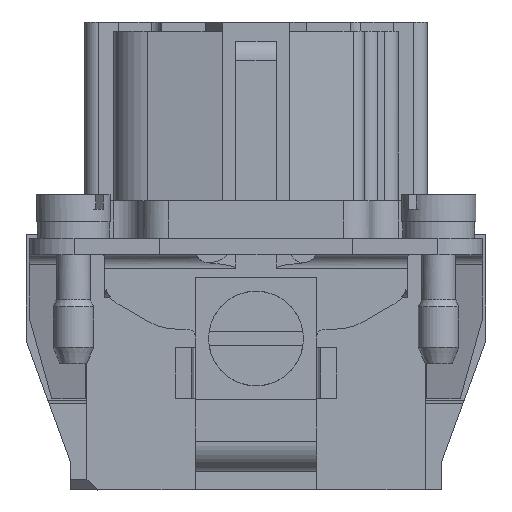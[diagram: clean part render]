
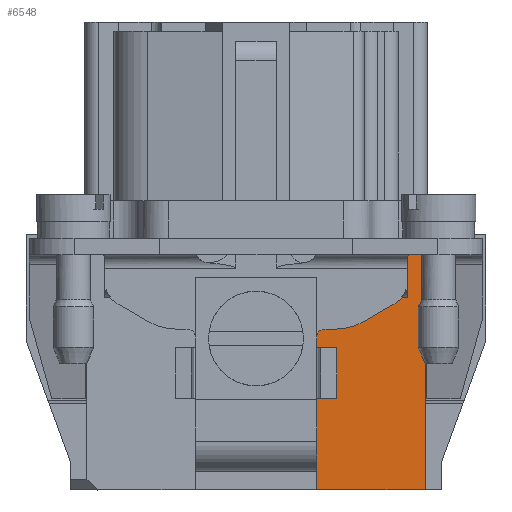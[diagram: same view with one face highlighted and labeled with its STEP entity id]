
A CAD part, left-side view. The second image highlights one B-rep face of the part: STEP entity #6548.
In plain terms, the highlighted planar face has unit normal (-1, 0, 0).
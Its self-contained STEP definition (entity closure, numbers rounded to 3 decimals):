
#5352=FACE_OUTER_BOUND('',#9118,.T.);
#6548=ADVANCED_FACE('',(#5352),#7371,.T.);
#7371=PLANE('',#28267);
#9118=EDGE_LOOP('',(#14947,#14948,#14949,#14950,#14951,#14952,#14953,#14954,
#14955,#14956,#14957,#14958,#14959,#14960));
#14947=ORIENTED_EDGE('',*,*,#17644,.T.);
#14948=ORIENTED_EDGE('',*,*,#17680,.T.);
#14949=ORIENTED_EDGE('',*,*,#17683,.T.);
#14950=ORIENTED_EDGE('',*,*,#17686,.T.);
#14951=ORIENTED_EDGE('',*,*,#17689,.T.);
#14952=ORIENTED_EDGE('',*,*,#17691,.T.);
#14953=ORIENTED_EDGE('',*,*,#17342,.T.);
#14954=ORIENTED_EDGE('',*,*,#17699,.T.);
#14955=ORIENTED_EDGE('',*,*,#17338,.T.);
#14956=ORIENTED_EDGE('',*,*,#19606,.T.);
#14957=ORIENTED_EDGE('',*,*,#17227,.F.);
#14958=ORIENTED_EDGE('',*,*,#19593,.T.);
#14959=ORIENTED_EDGE('',*,*,#17307,.T.);
#14960=ORIENTED_EDGE('',*,*,#17297,.T.);
#15219=VERTEX_POINT('',#34240);
#15221=VERTEX_POINT('',#34243);
#15286=VERTEX_POINT('',#34395);
#15287=VERTEX_POINT('',#34397);
#15295=VERTEX_POINT('',#34417);
#15321=VERTEX_POINT('',#34481);
#15322=VERTEX_POINT('',#34483);
#15325=VERTEX_POINT('',#34492);
#15326=VERTEX_POINT('',#34494);
#15559=VERTEX_POINT('',#36142);
#15583=VERTEX_POINT('',#36218);
#15585=VERTEX_POINT('',#36224);
#15587=VERTEX_POINT('',#36230);
#15589=VERTEX_POINT('',#36236);
#17227=EDGE_CURVE('',#15219,#15221,#21422,.T.);
#17297=EDGE_CURVE('',#15287,#15286,#21479,.T.);
#17307=EDGE_CURVE('',#15295,#15287,#21486,.T.);
#17338=EDGE_CURVE('',#15322,#15321,#21508,.T.);
#17342=EDGE_CURVE('',#15326,#15325,#21511,.T.);
#17644=EDGE_CURVE('',#15286,#15559,#21661,.T.);
#17680=EDGE_CURVE('',#15559,#15583,#20644,.T.);
#17683=EDGE_CURVE('',#15583,#15585,#21687,.T.);
#17686=EDGE_CURVE('',#15585,#15587,#20646,.T.);
#17689=EDGE_CURVE('',#15587,#15589,#21691,.T.);
#17691=EDGE_CURVE('',#15589,#15326,#20648,.T.);
#17699=EDGE_CURVE('',#15325,#15322,#21696,.T.);
#19593=EDGE_CURVE('',#15219,#15295,#23059,.T.);
#19606=EDGE_CURVE('',#15321,#15221,#23070,.T.);
#20644=CIRCLE('',#26953,2.);
#20646=CIRCLE('',#26957,4.);
#20648=CIRCLE('',#26961,0.6);
#21422=LINE('',#34242,#23651);
#21479=LINE('',#34396,#23708);
#21486=LINE('',#34416,#23715);
#21508=LINE('',#34482,#23737);
#21511=LINE('',#34493,#23740);
#21661=LINE('',#36144,#23890);
#21687=LINE('',#36225,#23916);
#21691=LINE('',#36237,#23920);
#21696=LINE('',#36255,#23925);
#23059=LINE('',#44315,#25290);
#23070=LINE('',#44338,#25301);
#23651=VECTOR('',#28460,1.);
#23708=VECTOR('',#28555,1.);
#23715=VECTOR('',#28572,1.);
#23737=VECTOR('',#28620,1.);
#23740=VECTOR('',#28623,1.);
#23890=VECTOR('',#29199,1.);
#23916=VECTOR('',#29269,1.);
#23920=VECTOR('',#29281,1.);
#23925=VECTOR('',#29302,1.);
#25290=VECTOR('',#32463,1.);
#25301=VECTOR('',#32492,1.);
#26953=AXIS2_PLACEMENT_3D('',#36219,#29263,#29264);
#26957=AXIS2_PLACEMENT_3D('',#36231,#29275,#29276);
#26961=AXIS2_PLACEMENT_3D('',#36240,#29286,#29287);
#28267=AXIS2_PLACEMENT_3D('',#45454,#33731,#33732);
#28460=DIRECTION('',(0.,1.,0.));
#28555=DIRECTION('',(0.,0.,-1.));
#28572=DIRECTION('',(0.,1.,0.));
#28620=DIRECTION('',(0.,0.,-1.));
#28623=DIRECTION('',(0.,0.,-1.));
#29199=DIRECTION('',(0.,1.,0.));
#29263=DIRECTION('',(1.,0.,0.));
#29264=DIRECTION('',(0.,-1.,0.));
#29269=DIRECTION('',(0.,0.866,-0.5));
#29275=DIRECTION('',(1.,0.,0.));
#29276=DIRECTION('',(0.,-0.5,-0.866));
#29281=DIRECTION('',(0.,1.,0.));
#29286=DIRECTION('',(-1.,0.,0.));
#29287=DIRECTION('',(0.,0.,1.));
#29302=DIRECTION('',(0.,0.,-1.));
#32463=DIRECTION('',(0.,0.,1.));
#32492=DIRECTION('',(0.,0.,-1.));
#33731=DIRECTION('',(-1.,0.,0.));
#33732=DIRECTION('',(0.,0.,1.));
#34240=CARTESIAN_POINT('',(-21.4,-12.5,-17.4));
#34242=CARTESIAN_POINT('',(-21.4,-11.7,-17.4));
#34243=CARTESIAN_POINT('',(-21.4,-4.5,-17.4));
#34395=CARTESIAN_POINT('',(-21.4,-11.2,-3.179));
#34396=CARTESIAN_POINT('',(-21.4,-11.2,-17.972));
#34397=CARTESIAN_POINT('',(-21.4,-11.2,1.2));
#34416=CARTESIAN_POINT('',(-21.4,-12.5,1.2));
#34417=CARTESIAN_POINT('',(-21.4,-12.5,1.2));
#34481=CARTESIAN_POINT('',(-21.4,-4.5,-15.76));
#34482=CARTESIAN_POINT('',(-21.4,-4.5,-6.1));
#34483=CARTESIAN_POINT('',(-21.4,-4.501,-10.6));
#34492=CARTESIAN_POINT('',(-21.4,-4.501,-6.9));
#34493=CARTESIAN_POINT('',(-21.4,-4.5,-6.1));
#34494=CARTESIAN_POINT('',(-21.4,-4.5,-6.1));
#36142=CARTESIAN_POINT('',(-21.4,-10.754,-3.179));
#36144=CARTESIAN_POINT('',(-21.4,-11.536,-3.179));
#36218=CARTESIAN_POINT('',(-21.4,-10.2,-3.652));
#36219=CARTESIAN_POINT('',(-21.4,-9.2,-1.92));
#36224=CARTESIAN_POINT('',(-21.4,-7.928,-4.964));
#36225=CARTESIAN_POINT('',(-21.4,-10.2,-3.652));
#36230=CARTESIAN_POINT('',(-21.4,-5.928,-5.5));
#36231=CARTESIAN_POINT('',(-21.4,-5.928,-1.5));
#36236=CARTESIAN_POINT('',(-21.4,-5.1,-5.5));
#36237=CARTESIAN_POINT('',(-21.4,-5.928,-5.5));
#36240=CARTESIAN_POINT('',(-21.4,-5.1,-6.1));
#36255=CARTESIAN_POINT('',(-21.4,-4.504,-6.9));
#44315=CARTESIAN_POINT('',(-21.4,-12.5,-16.6));
#44338=CARTESIAN_POINT('',(-21.4,-4.5,-6.1));
#45454=CARTESIAN_POINT('',(-21.4,-13.5,-17.972));
